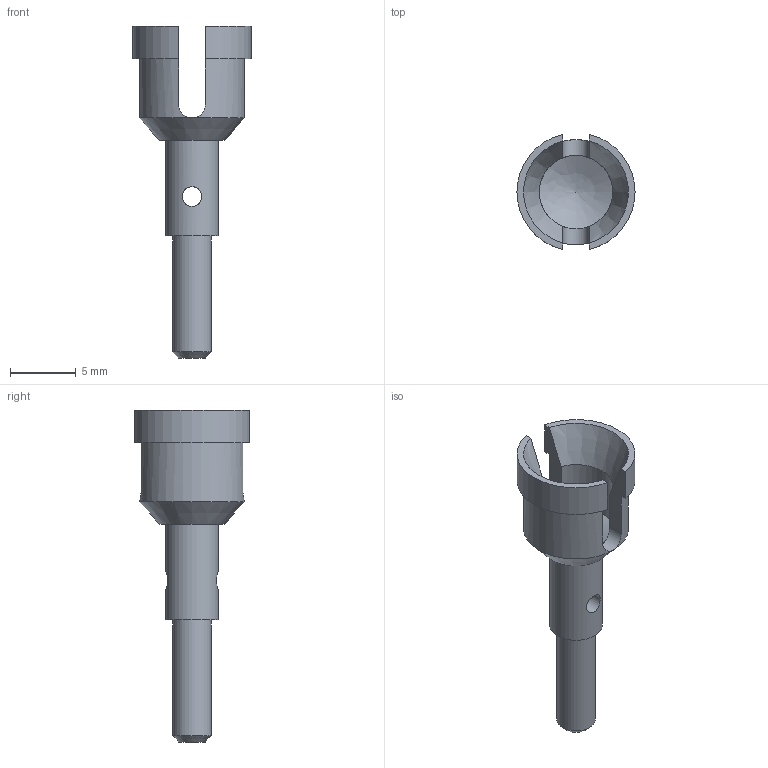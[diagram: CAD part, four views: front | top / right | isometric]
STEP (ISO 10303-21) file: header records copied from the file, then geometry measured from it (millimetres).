
FILE_DESCRIPTION(/* description */ (''),/* implementation_level */ '2;1');
FILE_NAME(/* name */ 'Wheel_shaft_v1.step',/* time_stamp */ '2022-03-24T12:15:35+04:00',/* author */ (''),/* organization */ (''),/* preprocessor_version */ 'ST-DEVELOPER v18.1',/* originating_system */ 'Autodesk Translation Framework v10.13.0.1454',/* authorisation */ '');
FILE_SCHEMA (('AUTOMOTIVE_DESIGN { 1 0 10303 214 3 1 1 }'));
Length unit declared in the file: millimetre
Products named in the file (1): Wheel shaft
Bounding box: 9 x 8.78 x 25.3 mm (x, y, z)
Volume: 339.1 mm3; surface area: 607.2 mm2
Topology: 1 solids, 1 shells, 27 faces, 69 edges, 45 vertices
Faces by surface type: plane 11, cylinder 11, cone 4, bspline 1
Full cylindrical faces by diameter (mm): 1.5 x1, 2.927 x1, 4 x1
Entity records: 990 total; most frequent: CARTESIAN_POINT 314, ORIENTED_EDGE 136, DIRECTION 131, EDGE_CURVE 68, AXIS2_PLACEMENT_3D 51, VERTEX_POINT 45, EDGE_LOOP 31, LINE 29
